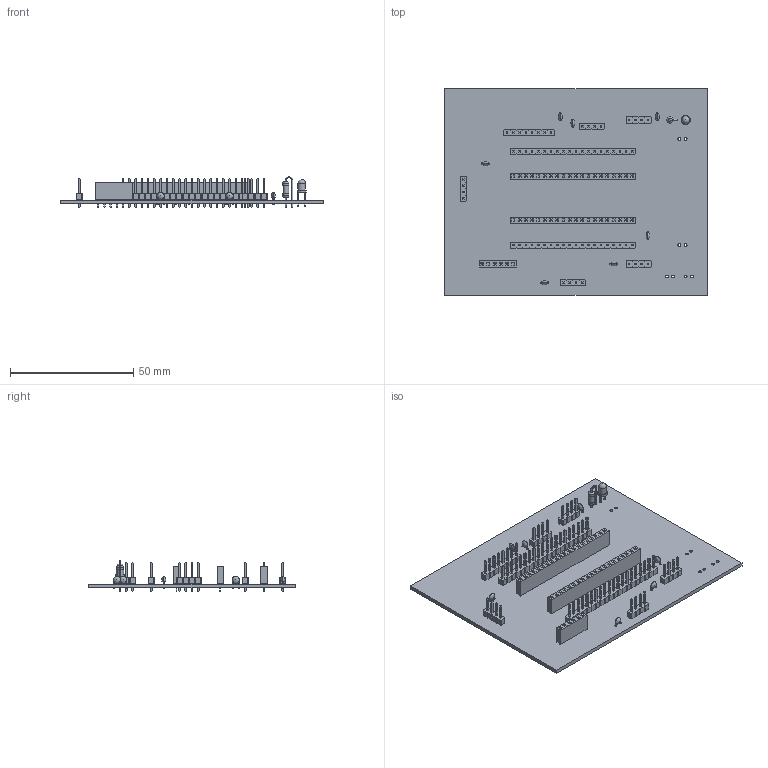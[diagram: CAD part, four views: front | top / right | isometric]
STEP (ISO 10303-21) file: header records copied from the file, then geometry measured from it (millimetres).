
FILE_DESCRIPTION(('KiCad electronic assembly'),'2;1');
FILE_NAME('FirstSchematic.step','2024-07-22T20:34:51',('Pcbnew'),( 'Kicad'),'Open CASCADE STEP processor 7.8','KiCad to STEP converter' ,'Unknown');
FILE_SCHEMA(('AUTOMOTIVE_DESIGN { 1 0 10303 214 1 1 1 1 }'));
Length unit declared in the file: millimetre
Products named in the file (18): FirstSchematic 1; PinHeader_1x04_P2.54mm_Vertical; PinHeader_1x04_P254mm_Vertical; PinHeader_1x08_P2.54mm_Vertical; PinHeader_1x08_P254mm_Vertical; LED_D3.0mm; PinSocket_1x06_P2.54mm_Vertical; PinSocket_1x06_P254mm_Vertical; C_Disc_D3.0mm_W1.6mm_P2.50mm; C_Disc_D30mm_W16mm_P250mm; PinHeader_1x20_P2.54mm_Vertical; PinHeader_1x20_P254mm_Vertical; PinSocket_1x20_P2.54mm_Vertical; PinSocket_1x20_P254mm_Vertical; R_Axial_DIN0207_L6.3mm_D2.5mm_P2.54mm_Vertical; R_Axial_DIN0207_L63mm_D25mm_P254mm_Vertical; _autosave-FirstSchematic_PCB
Assembly tree (29 placements, depth 3):
  FirstSchematic 1
    PinHeader_1x04_P2.54mm_Vertical  x5
      PinHeader_1x04_P254mm_Vertical
    PinHeader_1x08_P2.54mm_Vertical
      PinHeader_1x08_P254mm_Vertical
    LED_D3.0mm
      LED_D3.0mm
    PinSocket_1x06_P2.54mm_Vertical
      PinSocket_1x06_P254mm_Vertical
    C_Disc_D3.0mm_W1.6mm_P2.50mm  x7
      C_Disc_D30mm_W16mm_P250mm
    PinHeader_1x20_P2.54mm_Vertical  x2
      PinHeader_1x20_P254mm_Vertical
    PinSocket_1x20_P2.54mm_Vertical  x2
      PinSocket_1x20_P254mm_Vertical
    R_Axial_DIN0207_L6.3mm_D2.5mm_P2.54mm_Vertical
      R_Axial_DIN0207_L63mm_D25mm_P254mm_Vertical
    _autosave-FirstSchematic_PCB
Bounding box: 106.68 x 83.82 x 12.6 mm (x, y, z)
Volume: 17549.8 mm3; surface area: 26085.7 mm2
Topology: 21 solids, 21 shells, 3383 faces, 8457 edges, 5381 vertices
Faces by surface type: plane 3159, cylinder 191, sphere 15, revolution 14, torus 4
Full cylindrical faces by diameter (mm): 0.5 x14, 0.6 x4, 0.8 x16, 0.9 x2, 1 x114, 1.2 x8, 2.25 x1, 2.5 x2, 3 x1
Entity records: 65278 total; most frequent: CARTESIAN_POINT 9483, ORIENTED_EDGE 9056, DIRECTION 8496, EDGE_CURVE 4528, LINE 4196, VECTOR 4196, VERTEX_POINT 2896, FACE_BOUND 2226
